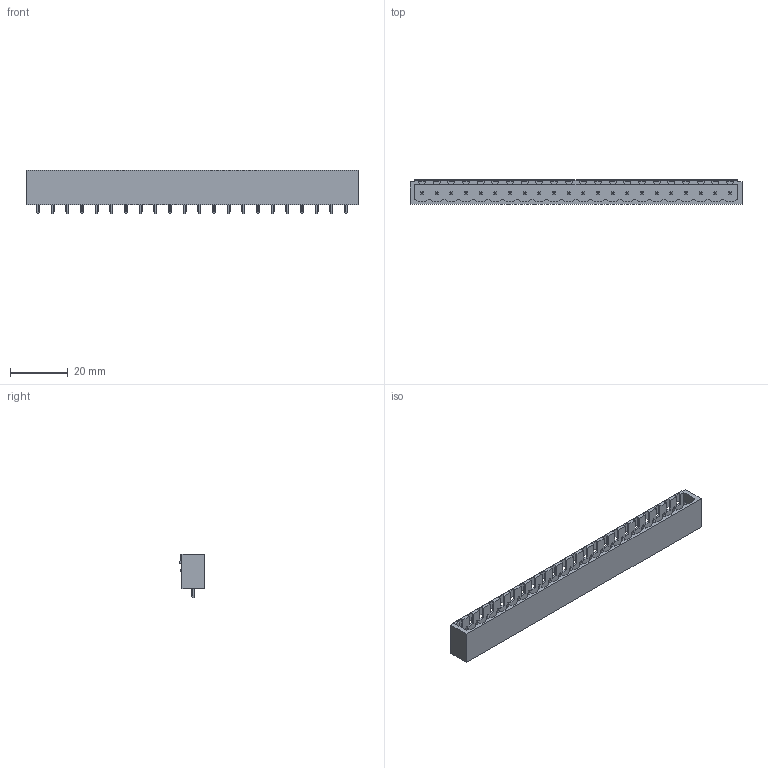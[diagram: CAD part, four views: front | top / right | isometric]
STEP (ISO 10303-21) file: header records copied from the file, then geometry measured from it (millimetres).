
FILE_DESCRIPTION(('CATIA V5 STEP Exchange','CAx-IF Rec.Pracs.--- Model Styling and Organization---1.2---2011-12-15'),'2;1');
FILE_NAME ('D1449029_0', '2018-10-26T05:16:54+00:00', ('none'), ('Weidmueller'), 'CATIA Version 5-6 Release 2014', 'CATIA V5 STEP AP214', 'none');
FILE_SCHEMA(('AUTOMOTIVE_DESIGN { 1 0 10303 214 1 1 1 1 }'));
Length unit declared in the file: millimetre
Products named in the file (1): 1147210000
Bounding box: 114.96 x 8.43 x 15.2 mm (x, y, z)
Volume: 5386.5 mm3; surface area: 8506.4 mm2
Topology: 23 solids, 23 shells, 815 faces, 2452 edges, 1641 vertices
Faces by surface type: plane 615, cylinder 200
Entity records: 25522 total; most frequent: CARTESIAN_POINT 5778, ORIENTED_EDGE 4904, DIRECTION 2828, EDGE_CURVE 2452, VECTOR 1700, LINE 1700, VERTEX_POINT 1641, EDGE_LOOP 861
